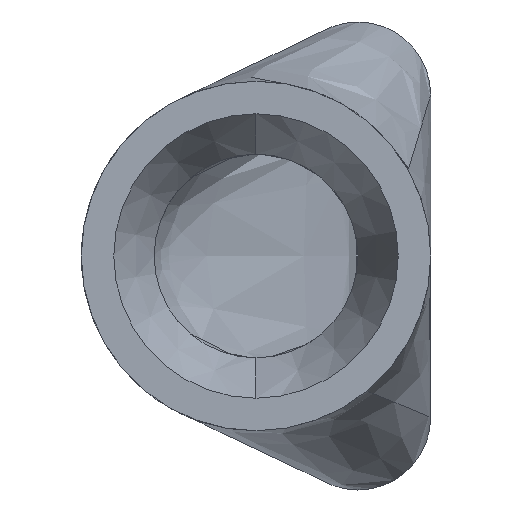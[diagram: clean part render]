
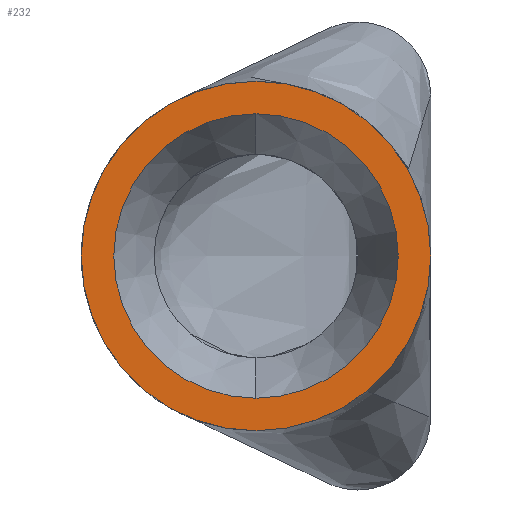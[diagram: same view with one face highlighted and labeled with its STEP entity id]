
A CAD part, left-side view. The second image highlights one B-rep face of the part: STEP entity #232.
In plain terms, the highlighted planar face has unit normal (-1, 0, 0).
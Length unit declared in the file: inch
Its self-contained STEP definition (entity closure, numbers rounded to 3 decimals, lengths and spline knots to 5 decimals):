
#55 = EDGE_CURVE ( 'NONE', #356, #227, #884, .T. ) ;
#68 = DIRECTION ( 'NONE',  ( -1., 0., 0. ) ) ;
#111 = AXIS2_PLACEMENT_3D ( 'NONE', #737, #68, #402 ) ;
#116 = CIRCLE ( 'NONE', #111, 0.2625 ) ;
#118 = VERTEX_POINT ( 'NONE', #370 ) ;
#124 = AXIS2_PLACEMENT_3D ( 'NONE', #301, #474, #735 ) ;
#151 = AXIS2_PLACEMENT_3D ( 'NONE', #983, #972, #797 ) ;
#181 = ORIENTED_EDGE ( 'NONE', *, *, #462, .T. ) ;
#203 = ORIENTED_EDGE ( 'NONE', *, *, #55, .T. ) ;
#227 = VERTEX_POINT ( 'NONE', #545 ) ;
#232 = ADVANCED_FACE ( 'NONE', ( #1045, #400 ), #295, .T. ) ;
#295 = PLANE ( 'NONE',  #124 ) ;
#301 = CARTESIAN_POINT ( 'NONE',  ( 0., 0., 0. ) ) ;
#348 = VERTEX_POINT ( 'NONE', #821 ) ;
#352 = EDGE_CURVE ( 'NONE', #227, #356, #1068, .T. ) ;
#356 = VERTEX_POINT ( 'NONE', #871 ) ;
#368 = EDGE_CURVE ( 'NONE', #348, #118, #487, .T. ) ;
#370 = CARTESIAN_POINT ( 'NONE',  ( 0., 0.2625, -0.2625 ) ) ;
#399 = AXIS2_PLACEMENT_3D ( 'NONE', #452, #908, #950 ) ;
#400 = FACE_OUTER_BOUND ( 'NONE', #870, .T. ) ;
#402 = DIRECTION ( 'NONE',  ( 0., 0., 1. ) ) ;
#414 = AXIS2_PLACEMENT_3D ( 'NONE', #416, #1006, #763 ) ;
#416 = CARTESIAN_POINT ( 'NONE',  ( 0., 0.2625, 0. ) ) ;
#452 = CARTESIAN_POINT ( 'NONE',  ( 0., 0.2625, 0. ) ) ;
#462 = EDGE_CURVE ( 'NONE', #118, #348, #116, .T. ) ;
#474 = DIRECTION ( 'NONE',  ( -1., 0., 0. ) ) ;
#487 = CIRCLE ( 'NONE', #151, 0.2625 ) ;
#545 = CARTESIAN_POINT ( 'NONE',  ( 0., 0.2625, -0.21362 ) ) ;
#607 = EDGE_LOOP ( 'NONE', ( #203, #898 ) ) ;
#735 = DIRECTION ( 'NONE',  ( 0., 0., 1. ) ) ;
#737 = CARTESIAN_POINT ( 'NONE',  ( 0., 0.2625, 0. ) ) ;
#763 = DIRECTION ( 'NONE',  ( 0., 0., 1. ) ) ;
#770 = ORIENTED_EDGE ( 'NONE', *, *, #368, .T. ) ;
#797 = DIRECTION ( 'NONE',  ( 0., 0., 1. ) ) ;
#821 = CARTESIAN_POINT ( 'NONE',  ( 0., 0.2625, 0.2625 ) ) ;
#870 = EDGE_LOOP ( 'NONE', ( #770, #181 ) ) ;
#871 = CARTESIAN_POINT ( 'NONE',  ( 0., 0.2625, 0.21362 ) ) ;
#884 = CIRCLE ( 'NONE', #414, 0.21362 ) ;
#898 = ORIENTED_EDGE ( 'NONE', *, *, #352, .T. ) ;
#908 = DIRECTION ( 'NONE',  ( 1., 0., 0. ) ) ;
#950 = DIRECTION ( 'NONE',  ( 0., 0., 1. ) ) ;
#972 = DIRECTION ( 'NONE',  ( -1., 0., 0. ) ) ;
#983 = CARTESIAN_POINT ( 'NONE',  ( 0., 0.2625, 0. ) ) ;
#1006 = DIRECTION ( 'NONE',  ( 1., 0., 0. ) ) ;
#1045 = FACE_BOUND ( 'NONE', #607, .T. ) ;
#1068 = CIRCLE ( 'NONE', #399, 0.21362 ) ;
